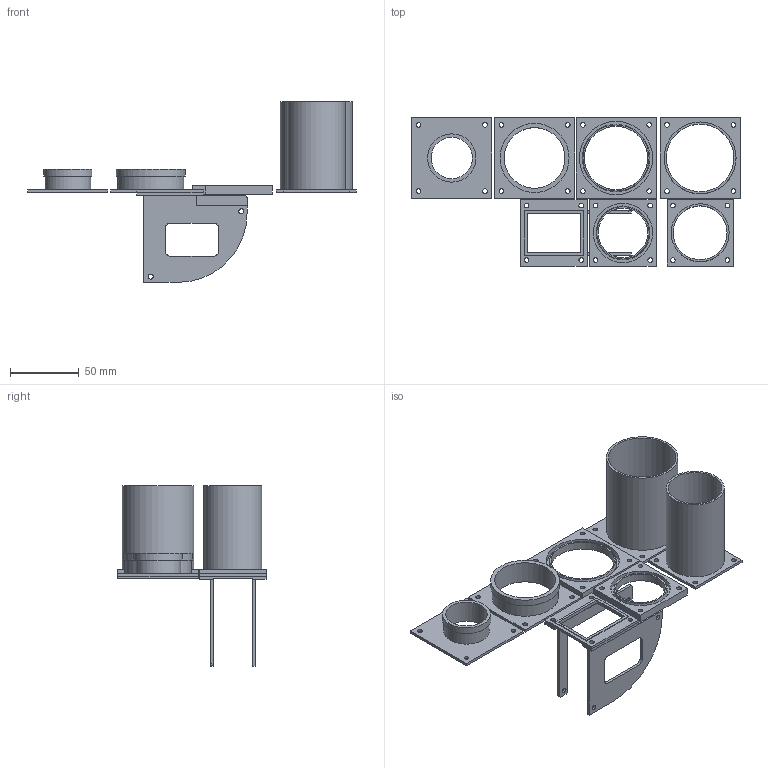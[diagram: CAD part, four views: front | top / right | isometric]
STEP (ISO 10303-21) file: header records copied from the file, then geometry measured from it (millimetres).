
FILE_DESCRIPTION(('HOOPS Exchange Step'),'2;1');
FILE_NAME('temp_export','2023-06-26T14:49:58+02:00',('mobile'),('Shapr3D Limited'),'HOOPS Exchange 2022.2','Shapr3D','Authorized');
FILE_SCHEMA( ('AUTOMOTIVE_DESIGN { 1 0 10303 214 1 1 1 1 }') );
Length unit declared in the file: millimetre
Products named in the file (2): Ordner 01; root
Assembly tree (1 placements, depth 2):
  root
    Ordner 01
Bounding box: 238 x 107.28 x 131 mm (x, y, z)
Volume: 76568 mm3; surface area: 88848.1 mm2
Topology: 9 solids, 9 shells, 158 faces, 427 edges, 298 vertices
Faces by surface type: plane 93, cylinder 63, torus 2
Full cylindrical faces by diameter (mm): 3.4 x30, 3.6 x4, 4 x2, 30 x1, 33 x1, 35 x1, 36 x1, 39 x1, 42 x1, 42.994 x1, 44 x1, 46 x1, 48 x1, 49 x2, 50 x1, 52 x1, 53 x1
Entity records: 5297 total; most frequent: DIRECTION 920, CARTESIAN_POINT 885, ORIENTED_EDGE 854, EDGE_CURVE 427, AXIS2_PLACEMENT_3D 333, VERTEX_POINT 298, EDGE_LOOP 257, FACE_BOUND 257
